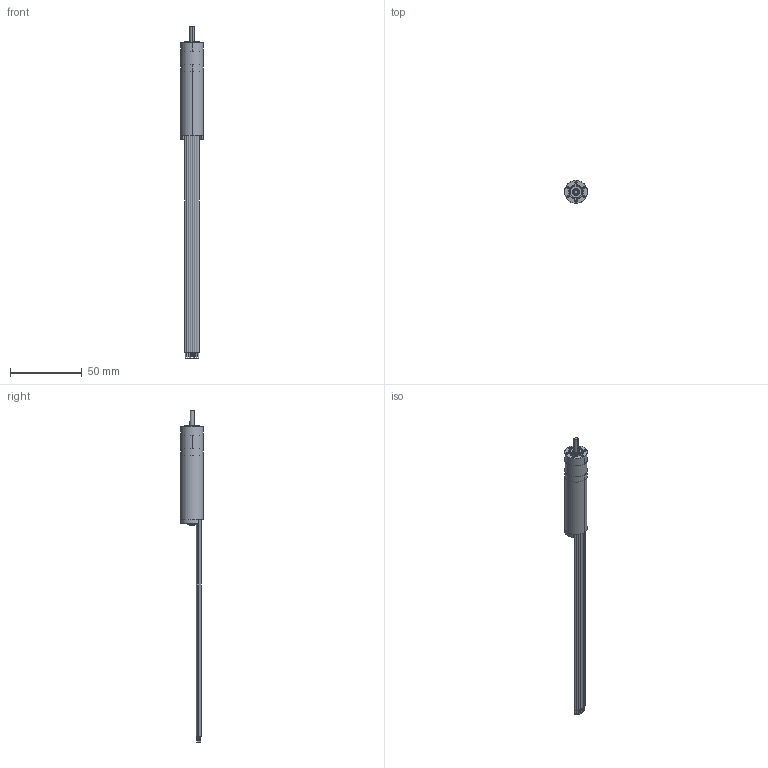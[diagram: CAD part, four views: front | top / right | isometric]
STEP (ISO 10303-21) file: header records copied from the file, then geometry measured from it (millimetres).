
FILE_DESCRIPTION((''),'2;1');
FILE_NAME('4611180000864_SW0001','2023-04-25T14:51:20',('ms27607'),(''),'CREO PARAMETRIC BY PTC INC, 2018100','CREO PARAMETRIC BY PTC INC, 2018100','');
FILE_SCHEMA(('CONFIG_CONTROL_DESIGN'));
Length unit declared in the file: millimetre
Products named in the file (1): 4611180000864_SW0001
Bounding box: 16 x 16 x 231.1 mm (x, y, z)
Surface area: 10146.2 mm2 (no closed solid volume)
Topology: 0 solids, 21 shells, 141 faces, 355 edges, 231 vertices
Faces by surface type: cylinder 72, plane 30, cone 25, torus 10, bspline 4
Entity records: 4272 total; most frequent: CARTESIAN_POINT 866, DIRECTION 796, ORIENTED_EDGE 577, AXIS2_PLACEMENT_3D 338, EDGE_CURVE 337, VERTEX_POINT 231, CIRCLE 201, EDGE_LOOP 166
